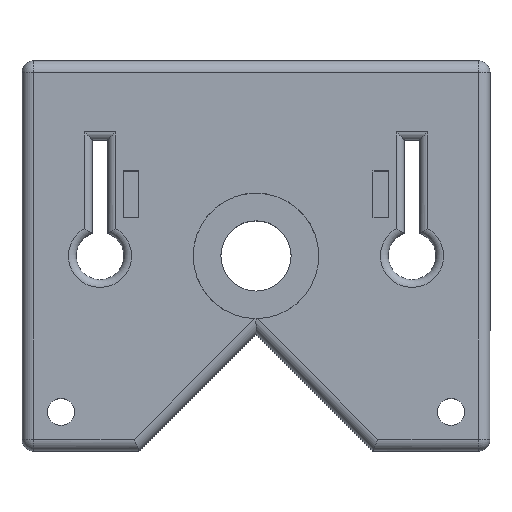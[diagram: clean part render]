
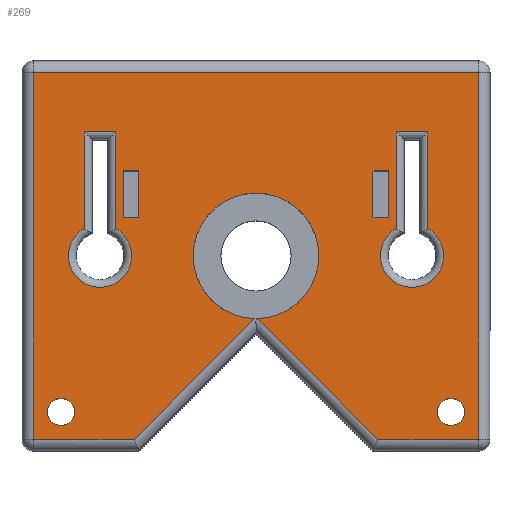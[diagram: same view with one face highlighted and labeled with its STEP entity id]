
A CAD part, top view. The second image highlights one B-rep face of the part: STEP entity #269.
In plain terms, the highlighted planar face has unit normal (0, 0, 1).
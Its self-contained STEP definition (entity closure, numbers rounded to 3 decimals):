
#269=ADVANCED_FACE('',(#1077,#1079,#1081,#1083,#1085,#1087,#1089),#1091,.T.);
#1077=FACE_BOUND('',#1078,.T.);
#1078=EDGE_LOOP('',(#1707,#1708,#1709,#1710,#1711,#1712,#1713,#1714,#1715));
#1079=FACE_BOUND('',#1080,.T.);
#1080=EDGE_LOOP('',(#1716,#1717,#1718,#1719));
#1081=FACE_BOUND('',#1082,.T.);
#1082=EDGE_LOOP('',(#1720));
#1083=FACE_BOUND('',#1084,.T.);
#1084=EDGE_LOOP('',(#1721));
#1085=FACE_BOUND('',#1086,.T.);
#1086=EDGE_LOOP('',(#1722,#1723,#1724,#1725));
#1087=FACE_BOUND('',#1088,.T.);
#1088=EDGE_LOOP('',(#1726,#1727,#1728,#1729));
#1089=FACE_BOUND('',#1090,.T.);
#1090=EDGE_LOOP('',(#1730,#1731,#1732,#1733));
#1091=PLANE('',#1092);
#1092=AXIS2_PLACEMENT_3D('',#1093,#1094,#1095);
#1093=CARTESIAN_POINT('',(0.,0.,20.));
#1094=DIRECTION('',(0.,0.,1.));
#1095=DIRECTION('',(-1.,0.,0.));
#1707=ORIENTED_EDGE('',*,*,#2046,.T.);
#1708=ORIENTED_EDGE('',*,*,#2008,.T.);
#1709=ORIENTED_EDGE('',*,*,#2043,.T.);
#1710=ORIENTED_EDGE('',*,*,#2047,.T.);
#1711=ORIENTED_EDGE('',*,*,#2048,.T.);
#1712=ORIENTED_EDGE('',*,*,#2049,.T.);
#1713=ORIENTED_EDGE('',*,*,#2013,.T.);
#1714=ORIENTED_EDGE('',*,*,#2050,.T.);
#1715=ORIENTED_EDGE('',*,*,#2051,.T.);
#1716=ORIENTED_EDGE('',*,*,#2052,.T.);
#1717=ORIENTED_EDGE('',*,*,#2053,.T.);
#1718=ORIENTED_EDGE('',*,*,#2054,.T.);
#1719=ORIENTED_EDGE('',*,*,#2055,.T.);
#1720=ORIENTED_EDGE('',*,*,#2056,.T.);
#1721=ORIENTED_EDGE('',*,*,#2057,.T.);
#1722=ORIENTED_EDGE('',*,*,#2058,.T.);
#1723=ORIENTED_EDGE('',*,*,#2059,.T.);
#1724=ORIENTED_EDGE('',*,*,#2060,.T.);
#1725=ORIENTED_EDGE('',*,*,#2061,.T.);
#1726=ORIENTED_EDGE('',*,*,#2062,.T.);
#1727=ORIENTED_EDGE('',*,*,#2063,.T.);
#1728=ORIENTED_EDGE('',*,*,#2064,.T.);
#1729=ORIENTED_EDGE('',*,*,#2065,.T.);
#1730=ORIENTED_EDGE('',*,*,#2066,.T.);
#1731=ORIENTED_EDGE('',*,*,#2067,.T.);
#1732=ORIENTED_EDGE('',*,*,#2068,.T.);
#1733=ORIENTED_EDGE('',*,*,#2069,.T.);
#2008=EDGE_CURVE('',#2213,#2215,#2217,.T.);
#2013=EDGE_CURVE('',#2225,#2223,#2226,.T.);
#2043=EDGE_CURVE('',#2215,#2275,#2276,.F.);
#2046=EDGE_CURVE('',#2280,#2213,#2281,.T.);
#2047=EDGE_CURVE('',#2275,#2282,#2283,.F.);
#2048=EDGE_CURVE('',#2282,#2284,#2285,.F.);
#2049=EDGE_CURVE('',#2284,#2225,#2286,.F.);
#2050=EDGE_CURVE('',#2223,#2287,#2288,.T.);
#2051=EDGE_CURVE('',#2287,#2280,#2289,.T.);
#2052=EDGE_CURVE('',#2290,#2291,#2292,.F.);
#2053=EDGE_CURVE('',#2291,#2293,#2294,.F.);
#2054=EDGE_CURVE('',#2293,#2295,#2296,.F.);
#2055=EDGE_CURVE('',#2295,#2290,#2297,.F.);
#2056=EDGE_CURVE('',#2298,#2298,#2299,.F.);
#2057=EDGE_CURVE('',#2300,#2300,#2301,.F.);
#2058=EDGE_CURVE('',#2302,#2303,#2304,.F.);
#2059=EDGE_CURVE('',#2303,#2305,#2306,.F.);
#2060=EDGE_CURVE('',#2305,#2307,#2308,.F.);
#2061=EDGE_CURVE('',#2307,#2302,#2309,.F.);
#2062=EDGE_CURVE('',#2310,#2311,#2312,.F.);
#2063=EDGE_CURVE('',#2311,#2313,#2314,.F.);
#2064=EDGE_CURVE('',#2313,#2315,#2316,.F.);
#2065=EDGE_CURVE('',#2315,#2310,#2317,.F.);
#2066=EDGE_CURVE('',#2318,#2319,#2320,.F.);
#2067=EDGE_CURVE('',#2319,#2321,#2322,.F.);
#2068=EDGE_CURVE('',#2321,#2323,#2324,.F.);
#2069=EDGE_CURVE('',#2323,#2318,#2325,.F.);
#2213=VERTEX_POINT('',#2581);
#2215=VERTEX_POINT('',#2586);
#2217=LINE('',#2591,#2592);
#2223=VERTEX_POINT('',#2607);
#2225=VERTEX_POINT('',#2612);
#2226=LINE('',#2613,#2614);
#2275=VERTEX_POINT('',#2734);
#2276=LINE('',#2735,#2736);
#2280=VERTEX_POINT('',#2754);
#2281=LINE('',#2755,#2756);
#2282=VERTEX_POINT('',#2758);
#2283=CIRCLE('',#2759,8.05);
#2284=VERTEX_POINT('',#2763);
#2285=CIRCLE('',#2764,8.05);
#2286=LINE('',#2768,#2769);
#2287=VERTEX_POINT('',#2771);
#2288=LINE('',#2772,#2773);
#2289=LINE('',#2775,#2776);
#2290=VERTEX_POINT('',#2778);
#2291=VERTEX_POINT('',#2779);
#2292=LINE('',#2780,#2781);
#2293=VERTEX_POINT('',#2783);
#2294=CIRCLE('',#2784,4.05);
#2295=VERTEX_POINT('',#2788);
#2296=LINE('',#2789,#2790);
#2297=LINE('',#2792,#2793);
#2298=VERTEX_POINT('',#2795);
#2299=CIRCLE('',#2796,1.75);
#2300=VERTEX_POINT('',#2800);
#2301=CIRCLE('',#2801,1.75);
#2302=VERTEX_POINT('',#2805);
#2303=VERTEX_POINT('',#2806);
#2304=LINE('',#2807,#2808);
#2305=VERTEX_POINT('',#2810);
#2306=LINE('',#2811,#2812);
#2307=VERTEX_POINT('',#2814);
#2308=LINE('',#2815,#2816);
#2309=LINE('',#2818,#2819);
#2310=VERTEX_POINT('',#2821);
#2311=VERTEX_POINT('',#2822);
#2312=LINE('',#2823,#2824);
#2313=VERTEX_POINT('',#2826);
#2314=LINE('',#2827,#2828);
#2315=VERTEX_POINT('',#2830);
#2316=LINE('',#2831,#2832);
#2317=LINE('',#2834,#2835);
#2318=VERTEX_POINT('',#2837);
#2319=VERTEX_POINT('',#2838);
#2320=LINE('',#2839,#2840);
#2321=VERTEX_POINT('',#2842);
#2322=CIRCLE('',#2843,4.05);
#2323=VERTEX_POINT('',#2847);
#2324=LINE('',#2848,#2849);
#2325=LINE('',#2851,#2852);
#2581=CARTESIAN_POINT('',(-58.5,-48.5,20.));
#2586=CARTESIAN_POINT('',(-45.621,-48.5,20.));
#2591=CARTESIAN_POINT('',(-58.5,-48.5,20.));
#2592=VECTOR('',#2593,1.);
#2593=DIRECTION('',(1.,0.,0.));
#2607=CARTESIAN_POINT('',(-1.5,-48.5,20.));
#2612=CARTESIAN_POINT('',(-14.379,-48.5,20.));
#2613=CARTESIAN_POINT('',(-14.379,-48.5,20.));
#2614=VECTOR('',#2615,1.);
#2615=DIRECTION('',(1.,0.,0.));
#2734=CARTESIAN_POINT('',(-30.17,-33.048,20.));
#2735=CARTESIAN_POINT('',(-30.17,-33.048,20.));
#2736=VECTOR('',#2737,1.);
#2737=DIRECTION('',(-0.707,-0.707,0.));
#2754=CARTESIAN_POINT('',(-58.5,-1.5,20.));
#2755=CARTESIAN_POINT('',(-58.5,-1.5,20.));
#2756=VECTOR('',#2757,1.);
#2757=DIRECTION('',(0.,-1.,0.));
#2758=CARTESIAN_POINT('',(-38.05,-25.,20.));
#2759=AXIS2_PLACEMENT_3D('',#2760,#2761,#2762);
#2760=CARTESIAN_POINT('',(-30.,-25.,20.));
#2761=DIRECTION('',(0.,0.,1.));
#2762=DIRECTION('',(-1.,0.,0.));
#2763=CARTESIAN_POINT('',(-29.83,-33.048,20.));
#2764=AXIS2_PLACEMENT_3D('',#2765,#2766,#2767);
#2765=CARTESIAN_POINT('',(-30.,-25.,20.));
#2766=DIRECTION('',(0.,0.,1.));
#2767=DIRECTION('',(0.021,-1.,0.));
#2768=CARTESIAN_POINT('',(-14.379,-48.5,20.));
#2769=VECTOR('',#2770,1.);
#2770=DIRECTION('',(-0.707,0.707,0.));
#2771=CARTESIAN_POINT('',(-1.5,-1.5,20.));
#2772=CARTESIAN_POINT('',(-1.5,-48.5,20.));
#2773=VECTOR('',#2774,1.);
#2774=DIRECTION('',(0.,1.,0.));
#2775=CARTESIAN_POINT('',(-1.5,-1.5,20.));
#2776=VECTOR('',#2777,1.);
#2777=DIRECTION('',(-1.,0.,0.));
#2778=CARTESIAN_POINT('',(-48.,-9.119,20.));
#2779=CARTESIAN_POINT('',(-48.,-21.478,20.));
#2780=CARTESIAN_POINT('',(-48.,-21.478,20.));
#2781=VECTOR('',#2782,1.);
#2782=DIRECTION('',(0.,1.,0.));
#2783=CARTESIAN_POINT('',(-52.,-21.478,20.));
#2784=AXIS2_PLACEMENT_3D('',#2785,#2786,#2787);
#2785=CARTESIAN_POINT('',(-50.,-25.,20.));
#2786=DIRECTION('',(0.,0.,1.));
#2787=DIRECTION('',(-0.494,0.87,0.));
#2788=CARTESIAN_POINT('',(-52.,-9.119,20.));
#2789=CARTESIAN_POINT('',(-52.,-9.119,20.));
#2790=VECTOR('',#2791,1.);
#2791=DIRECTION('',(0.,-1.,0.));
#2792=CARTESIAN_POINT('',(-48.,-9.119,20.));
#2793=VECTOR('',#2794,1.);
#2794=DIRECTION('',(-1.,0.,0.));
#2795=CARTESIAN_POINT('',(-6.75,-45.,20.));
#2796=AXIS2_PLACEMENT_3D('',#2797,#2798,#2799);
#2797=CARTESIAN_POINT('',(-5.,-45.,20.));
#2798=DIRECTION('',(0.,0.,1.));
#2799=DIRECTION('',(-1.,0.,0.));
#2800=CARTESIAN_POINT('',(-56.75,-45.,20.));
#2801=AXIS2_PLACEMENT_3D('',#2802,#2803,#2804);
#2802=CARTESIAN_POINT('',(-55.,-45.,20.));
#2803=DIRECTION('',(0.,0.,1.));
#2804=DIRECTION('',(-1.,0.,0.));
#2805=CARTESIAN_POINT('',(-47.,-20.119,20.));
#2806=CARTESIAN_POINT('',(-47.,-14.119,20.));
#2807=CARTESIAN_POINT('',(-47.,-14.119,20.));
#2808=VECTOR('',#2809,1.);
#2809=DIRECTION('',(0.,-1.,0.));
#2810=CARTESIAN_POINT('',(-45.,-14.119,20.));
#2811=CARTESIAN_POINT('',(-45.,-14.119,20.));
#2812=VECTOR('',#2813,1.);
#2813=DIRECTION('',(-1.,0.,0.));
#2814=CARTESIAN_POINT('',(-45.,-20.119,20.));
#2815=CARTESIAN_POINT('',(-45.,-20.119,20.));
#2816=VECTOR('',#2817,1.);
#2817=DIRECTION('',(0.,1.,0.));
#2818=CARTESIAN_POINT('',(-47.,-20.119,20.));
#2819=VECTOR('',#2820,1.);
#2820=DIRECTION('',(1.,0.,0.));
#2821=CARTESIAN_POINT('',(-13.,-14.119,20.));
#2822=CARTESIAN_POINT('',(-13.,-20.119,20.));
#2823=CARTESIAN_POINT('',(-13.,-20.119,20.));
#2824=VECTOR('',#2825,1.);
#2825=DIRECTION('',(0.,1.,0.));
#2826=CARTESIAN_POINT('',(-15.,-20.119,20.));
#2827=CARTESIAN_POINT('',(-15.,-20.119,20.));
#2828=VECTOR('',#2829,1.);
#2829=DIRECTION('',(1.,0.,0.));
#2830=CARTESIAN_POINT('',(-15.,-14.119,20.));
#2831=CARTESIAN_POINT('',(-15.,-14.119,20.));
#2832=VECTOR('',#2833,1.);
#2833=DIRECTION('',(0.,-1.,0.));
#2834=CARTESIAN_POINT('',(-13.,-14.119,20.));
#2835=VECTOR('',#2836,1.);
#2836=DIRECTION('',(-1.,0.,0.));
#2837=CARTESIAN_POINT('',(-8.,-9.119,20.));
#2838=CARTESIAN_POINT('',(-8.,-21.478,20.));
#2839=CARTESIAN_POINT('',(-8.,-21.478,20.));
#2840=VECTOR('',#2841,1.);
#2841=DIRECTION('',(0.,1.,0.));
#2842=CARTESIAN_POINT('',(-12.,-21.478,20.));
#2843=AXIS2_PLACEMENT_3D('',#2844,#2845,#2846);
#2844=CARTESIAN_POINT('',(-10.,-25.,20.));
#2845=DIRECTION('',(0.,0.,1.));
#2846=DIRECTION('',(-0.494,0.87,0.));
#2847=CARTESIAN_POINT('',(-12.,-9.119,20.));
#2848=CARTESIAN_POINT('',(-12.,-9.119,20.));
#2849=VECTOR('',#2850,1.);
#2850=DIRECTION('',(0.,-1.,0.));
#2851=CARTESIAN_POINT('',(-8.,-9.119,20.));
#2852=VECTOR('',#2853,1.);
#2853=DIRECTION('',(-1.,0.,0.));
